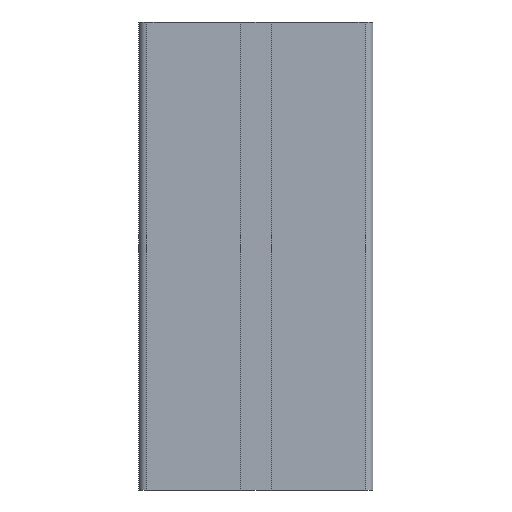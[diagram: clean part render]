
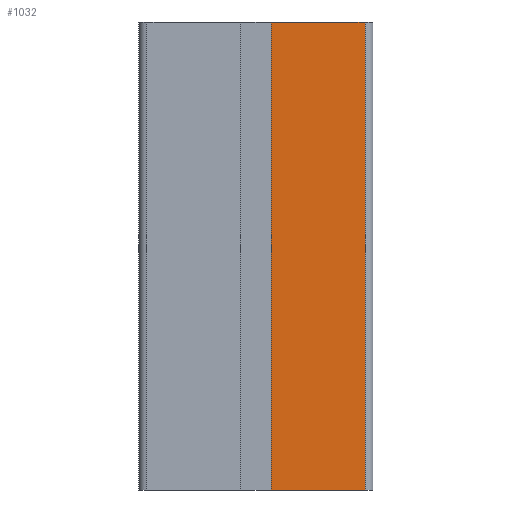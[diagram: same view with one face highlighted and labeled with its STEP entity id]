
A CAD part, front view. The second image highlights one B-rep face of the part: STEP entity #1032.
In plain terms, the highlighted planar face has unit normal (0, -1, 0).
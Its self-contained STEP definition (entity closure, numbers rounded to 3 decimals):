
#42=PLANE('',#1118);
#92=FACE_OUTER_BOUND('',#144,.T.);
#144=EDGE_LOOP('',(#831,#832,#833,#834));
#246=LINE('',#1664,#360);
#247=LINE('',#1667,#361);
#248=LINE('',#1669,#362);
#249=LINE('',#1670,#363);
#360=VECTOR('',#1364,100.);
#361=VECTOR('',#1367,20.);
#362=VECTOR('',#1368,20.);
#363=VECTOR('',#1369,100.);
#503=VERTEX_POINT('',#1660);
#504=VERTEX_POINT('',#1662);
#505=VERTEX_POINT('',#1666);
#506=VERTEX_POINT('',#1668);
#642=EDGE_CURVE('',#503,#504,#246,.T.);
#643=EDGE_CURVE('',#505,#503,#247,.T.);
#644=EDGE_CURVE('',#506,#504,#248,.T.);
#645=EDGE_CURVE('',#505,#506,#249,.T.);
#831=ORIENTED_EDGE('',*,*,#643,.T.);
#832=ORIENTED_EDGE('',*,*,#642,.T.);
#833=ORIENTED_EDGE('',*,*,#644,.F.);
#834=ORIENTED_EDGE('',*,*,#645,.F.);
#1032=ADVANCED_FACE('',(#92),#42,.T.);
#1118=AXIS2_PLACEMENT_3D('',#1665,#1365,#1366);
#1364=DIRECTION('',(0.,0.,1.));
#1365=DIRECTION('center_axis',(0.,-1.,0.));
#1366=DIRECTION('ref_axis',(1.,0.,0.));
#1367=DIRECTION('',(1.,0.,0.));
#1368=DIRECTION('',(1.,0.,0.));
#1369=DIRECTION('',(0.,0.,1.));
#1660=CARTESIAN_POINT('',(23.3,-10.25,0.));
#1662=CARTESIAN_POINT('',(23.3,-10.25,100.));
#1664=CARTESIAN_POINT('',(23.3,-10.25,0.));
#1665=CARTESIAN_POINT('Origin',(3.3,-10.25,0.));
#1666=CARTESIAN_POINT('',(3.3,-10.25,0.));
#1667=CARTESIAN_POINT('',(3.3,-10.25,0.));
#1668=CARTESIAN_POINT('',(3.3,-10.25,100.));
#1669=CARTESIAN_POINT('',(3.3,-10.25,100.));
#1670=CARTESIAN_POINT('',(3.3,-10.25,0.));
